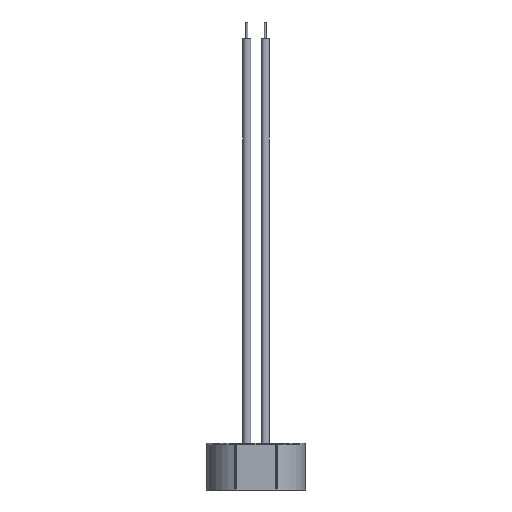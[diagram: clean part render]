
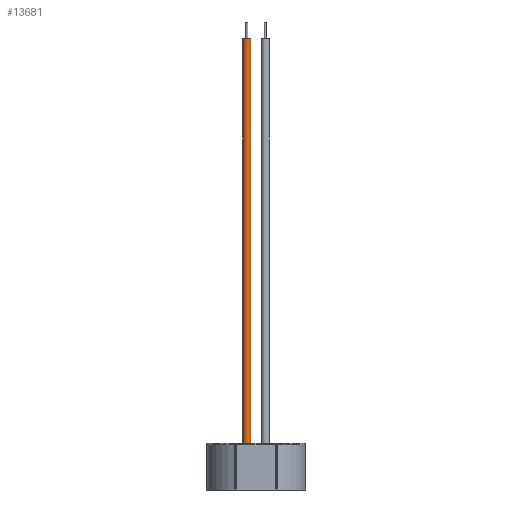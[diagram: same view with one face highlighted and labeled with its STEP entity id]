
A CAD part, front view. The second image highlights one B-rep face of the part: STEP entity #13681.
In plain terms, the highlighted cylindrical face has radius 0.991 mm (diameter 1.981 mm), a partial arc.
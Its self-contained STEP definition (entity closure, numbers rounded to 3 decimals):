
#1729 = EDGE_CURVE ( 'NONE', #10338, #4924, #24267, .T. ) ;
#1801 = CARTESIAN_POINT ( 'NONE',  ( -1.194, -14.677, 96. ) ) ;
#1967 = ORIENTED_EDGE ( 'NONE', *, *, #1729, .T. ) ;
#3948 = ORIENTED_EDGE ( 'NONE', *, *, #37667, .T. ) ;
#4702 = AXIS2_PLACEMENT_3D ( 'NONE', #30959, #24854, #9849 ) ;
#4880 = CARTESIAN_POINT ( 'NONE',  ( -3.175, -14.677, 96. ) ) ;
#4924 = VERTEX_POINT ( 'NONE', #14701 ) ;
#5048 = DIRECTION ( 'NONE',  ( 0., 0., -1. ) ) ;
#5726 = VERTEX_POINT ( 'NONE', #6218 ) ;
#6218 = CARTESIAN_POINT ( 'NONE',  ( -1.194, -14.677, 0. ) ) ;
#6743 = DIRECTION ( 'NONE',  ( 1., 0., 0. ) ) ;
#9199 = AXIS2_PLACEMENT_3D ( 'NONE', #9607, #32831, #6743 ) ;
#9607 = CARTESIAN_POINT ( 'NONE',  ( -2.184, -14.677, 96. ) ) ;
#9849 = DIRECTION ( 'NONE',  ( 1., 0., 0. ) ) ;
#10042 = VECTOR ( 'NONE', #10754, 1000. ) ;
#10080 = EDGE_CURVE ( 'NONE', #25971, #5726, #25575, .T. ) ;
#10338 = VERTEX_POINT ( 'NONE', #32427 ) ;
#10754 = DIRECTION ( 'NONE',  ( 0., 0., -1. ) ) ;
#10888 = ORIENTED_EDGE ( 'NONE', *, *, #36850, .F. ) ;
#13587 = FACE_OUTER_BOUND ( 'NONE', #18080, .T. ) ;
#13681 = ADVANCED_FACE ( 'NONE', ( #13587 ), #22346, .T. ) ;
#14701 = CARTESIAN_POINT ( 'NONE',  ( -3.175, -14.677, 0. ) ) ;
#15337 = CARTESIAN_POINT ( 'NONE',  ( -1.194, -14.677, 96. ) ) ;
#17092 = CIRCLE ( 'NONE', #9199, 0.991 ) ;
#18080 = EDGE_LOOP ( 'NONE', ( #34571, #10888, #1967, #3948 ) ) ;
#20068 = DIRECTION ( 'NONE',  ( 0., 0., -1. ) ) ;
#22346 = CYLINDRICAL_SURFACE ( 'NONE', #32219, 0.991 ) ;
#22534 = DIRECTION ( 'NONE',  ( -1., 0., 0. ) ) ;
#24267 = LINE ( 'NONE', #4880, #31527 ) ;
#24854 = DIRECTION ( 'NONE',  ( 0., 0., 1. ) ) ;
#25575 = LINE ( 'NONE', #1801, #10042 ) ;
#25971 = VERTEX_POINT ( 'NONE', #15337 ) ;
#30959 = CARTESIAN_POINT ( 'NONE',  ( -2.184, -14.677, 0. ) ) ;
#31122 = CARTESIAN_POINT ( 'NONE',  ( -2.184, -14.677, 96. ) ) ;
#31454 = CIRCLE ( 'NONE', #4702, 0.991 ) ;
#31527 = VECTOR ( 'NONE', #20068, 1000. ) ;
#32219 = AXIS2_PLACEMENT_3D ( 'NONE', #31122, #5048, #22534 ) ;
#32427 = CARTESIAN_POINT ( 'NONE',  ( -3.175, -14.677, 96. ) ) ;
#32831 = DIRECTION ( 'NONE',  ( 0., 0., 1. ) ) ;
#34571 = ORIENTED_EDGE ( 'NONE', *, *, #10080, .F. ) ;
#36850 = EDGE_CURVE ( 'NONE', #10338, #25971, #17092, .T. ) ;
#37667 = EDGE_CURVE ( 'NONE', #4924, #5726, #31454, .T. ) ;
